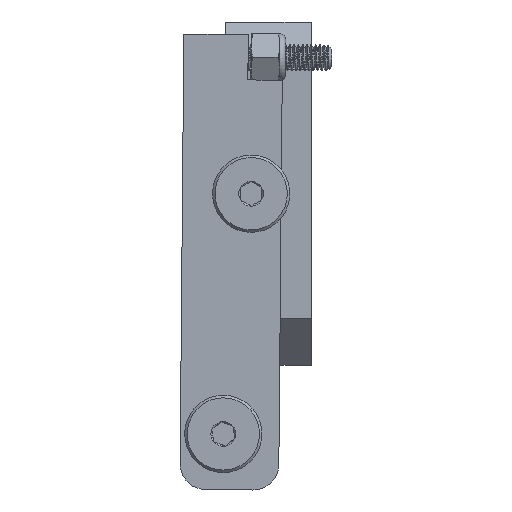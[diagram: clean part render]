
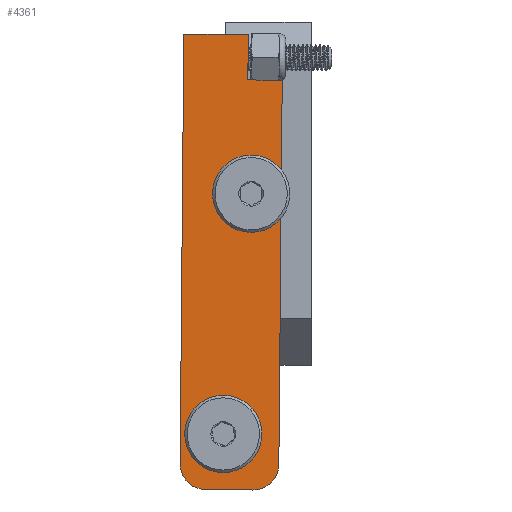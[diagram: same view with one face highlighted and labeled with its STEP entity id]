
A CAD part, front view. The second image highlights one B-rep face of the part: STEP entity #4361.
In plain terms, the highlighted planar face has unit normal (0, -1, 0).
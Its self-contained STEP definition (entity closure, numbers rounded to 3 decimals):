
#579=FACE_BOUND('',#884,.T.);
#580=FACE_BOUND('',#885,.T.);
#606=FACE_OUTER_BOUND('',#883,.T.);
#883=EDGE_LOOP('',(#2921,#2922,#2923,#2924,#2925,#2926,#2927,#2928));
#884=EDGE_LOOP('',(#2929));
#885=EDGE_LOOP('',(#2930));
#1187=CIRCLE('',#4704,3.);
#1188=CIRCLE('',#4705,3.);
#1189=CIRCLE('',#4706,2.);
#1190=CIRCLE('',#4707,2.5);
#1327=LINE('',#6235,#1563);
#1328=LINE('',#6239,#1564);
#1329=LINE('',#6243,#1565);
#1330=LINE('',#6245,#1566);
#1331=LINE('',#6247,#1567);
#1332=LINE('',#6248,#1568);
#1563=VECTOR('',#5138,10.);
#1564=VECTOR('',#5141,10.);
#1565=VECTOR('',#5144,10.);
#1566=VECTOR('',#5145,10.);
#1567=VECTOR('',#5146,10.);
#1568=VECTOR('',#5147,10.);
#1799=VERTEX_POINT('',#6233);
#1800=VERTEX_POINT('',#6234);
#1801=VERTEX_POINT('',#6236);
#1802=VERTEX_POINT('',#6238);
#1803=VERTEX_POINT('',#6240);
#1804=VERTEX_POINT('',#6242);
#1805=VERTEX_POINT('',#6244);
#1806=VERTEX_POINT('',#6246);
#1807=VERTEX_POINT('',#6249);
#1808=VERTEX_POINT('',#6251);
#2234=EDGE_CURVE('',#1799,#1800,#1327,.T.);
#2235=EDGE_CURVE('',#1801,#1800,#1187,.T.);
#2236=EDGE_CURVE('',#1801,#1802,#1328,.T.);
#2237=EDGE_CURVE('',#1803,#1802,#1188,.T.);
#2238=EDGE_CURVE('',#1803,#1804,#1329,.T.);
#2239=EDGE_CURVE('',#1804,#1805,#1330,.T.);
#2240=EDGE_CURVE('',#1805,#1806,#1331,.T.);
#2241=EDGE_CURVE('',#1806,#1799,#1332,.T.);
#2242=EDGE_CURVE('',#1807,#1807,#1189,.T.);
#2243=EDGE_CURVE('',#1808,#1808,#1190,.T.);
#2921=ORIENTED_EDGE('',*,*,#2234,.T.);
#2922=ORIENTED_EDGE('',*,*,#2235,.F.);
#2923=ORIENTED_EDGE('',*,*,#2236,.T.);
#2924=ORIENTED_EDGE('',*,*,#2237,.F.);
#2925=ORIENTED_EDGE('',*,*,#2238,.T.);
#2926=ORIENTED_EDGE('',*,*,#2239,.T.);
#2927=ORIENTED_EDGE('',*,*,#2240,.T.);
#2928=ORIENTED_EDGE('',*,*,#2241,.T.);
#2929=ORIENTED_EDGE('',*,*,#2242,.T.);
#2930=ORIENTED_EDGE('',*,*,#2243,.T.);
#4295=PLANE('',#4703);
#4361=ADVANCED_FACE('',(#606,#579,#580),#4295,.T.);
#4703=AXIS2_PLACEMENT_3D('',#6232,#5136,#5137);
#4704=AXIS2_PLACEMENT_3D('',#6237,#5139,#5140);
#4705=AXIS2_PLACEMENT_3D('',#6241,#5142,#5143);
#4706=AXIS2_PLACEMENT_3D('',#6250,#5148,#5149);
#4707=AXIS2_PLACEMENT_3D('',#6252,#5150,#5151);
#5136=DIRECTION('center_axis',(0.,-1.,0.));
#5137=DIRECTION('ref_axis',(1.,0.,0.));
#5138=DIRECTION('',(0.,0.,-1.));
#5139=DIRECTION('center_axis',(0.,1.,0.));
#5140=DIRECTION('ref_axis',(-0.707,0.,-0.707));
#5141=DIRECTION('',(1.,0.,0.));
#5142=DIRECTION('center_axis',(0.,1.,0.));
#5143=DIRECTION('ref_axis',(0.707,0.,-0.707));
#5144=DIRECTION('',(0.,0.,1.));
#5145=DIRECTION('',(-1.,0.,0.));
#5146=DIRECTION('',(0.,0.,1.));
#5147=DIRECTION('',(-1.,0.,0.));
#5148=DIRECTION('center_axis',(0.,1.,0.));
#5149=DIRECTION('ref_axis',(1.,0.,0.));
#5150=DIRECTION('center_axis',(0.,1.,0.));
#5151=DIRECTION('ref_axis',(1.,0.,0.));
#6232=CARTESIAN_POINT('Origin',(-9.25,12.,-35.5));
#6233=CARTESIAN_POINT('',(-15.,12.,-1.5));
#6234=CARTESIAN_POINT('',(-15.,12.,-51.5));
#6235=CARTESIAN_POINT('',(-15.,12.,-54.5));
#6236=CARTESIAN_POINT('',(-12.,12.,-54.5));
#6237=CARTESIAN_POINT('Origin',(-12.,12.,-51.5));
#6238=CARTESIAN_POINT('',(-6.5,12.,-54.5));
#6239=CARTESIAN_POINT('',(-10.5,12.,-54.5));
#6240=CARTESIAN_POINT('',(-3.5,12.,-51.5));
#6241=CARTESIAN_POINT('Origin',(-6.5,12.,-51.5));
#6242=CARTESIAN_POINT('',(-3.5,12.,-6.75));
#6243=CARTESIAN_POINT('',(-3.5,12.,-54.5));
#6244=CARTESIAN_POINT('',(-7.5,12.,-6.75));
#6245=CARTESIAN_POINT('',(-6.375,12.,-6.75));
#6246=CARTESIAN_POINT('',(-7.5,12.,-1.5));
#6247=CARTESIAN_POINT('',(-7.5,12.,-19.812));
#6248=CARTESIAN_POINT('',(-10.5,12.,-1.5));
#6249=CARTESIAN_POINT('',(-12.,12.,-48.));
#6250=CARTESIAN_POINT('Origin',(-10.,12.,-48.));
#6251=CARTESIAN_POINT('',(-9.5,12.,-20.));
#6252=CARTESIAN_POINT('Origin',(-7.,12.,-20.));
